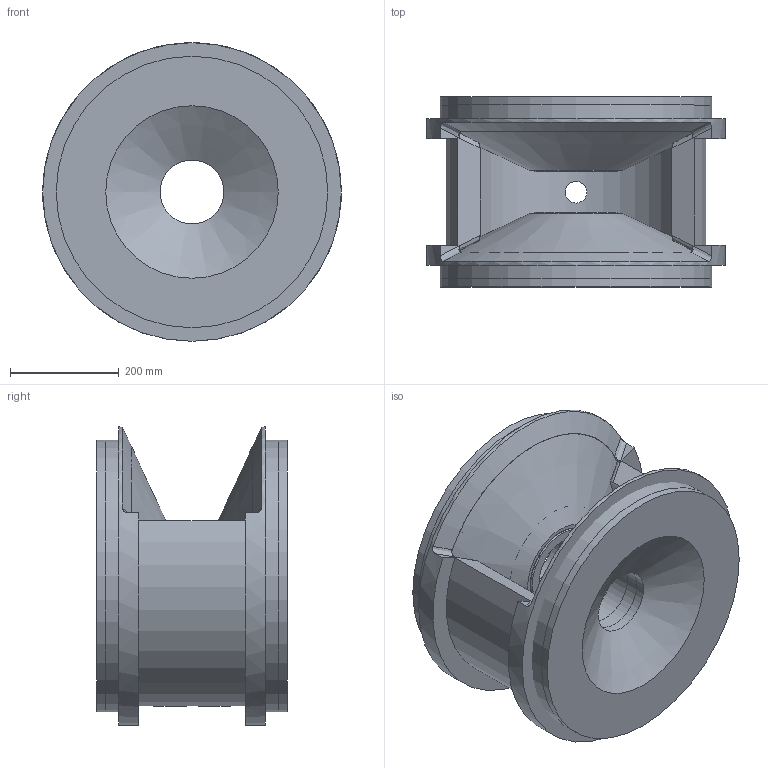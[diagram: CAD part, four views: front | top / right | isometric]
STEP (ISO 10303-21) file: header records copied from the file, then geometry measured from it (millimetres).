
FILE_DESCRIPTION(/* description */ (''),/* implementation_level */ '2;1');
FILE_NAME(/* name */ 'TGT-9001-1000-0000 7-24-23.stp',/* time_stamp */ '2023-07-24T10:48:56-04:00',/* author */ ('caseyf'),/* organization */ (''),/* preprocessor_version */ 'ST-DEVELOPER v18.1',/* originating_system */ 'Autodesk Inventor 2022',/* authorisation */ '');
FILE_SCHEMA (('AUTOMOTIVE_DESIGN { 1 0 10303 214 3 1 1 }'));
Products named in the file (8): TGT-9001-1000-0000; TGT-9000-1000-0000; TGT-9000-1000-0001; TGT-9000-1000-0002; TGT-9000-1000-0003; TGT-9000-1000-0000_MIR; TGT-9000-1000-0001_MIR1; TGT-9000-1000-0002_MIR1
Assembly tree (7 placements, depth 2):
  TGT-9001-1000-0000
    TGT-9000-1000-0000
    TGT-9000-1000-0001
    TGT-9000-1000-0002
    TGT-9000-1000-0003
    TGT-9000-1000-0000_MIR
    TGT-9000-1000-0001_MIR1
    TGT-9000-1000-0002_MIR1
Bounding box: 550 x 350 x 550 mm (x, y, z)
Volume: 33705021.3 mm3; surface area: 3695030.3 mm2
Topology: 7 solids, 7 shells, 121 faces, 233 edges, 158 vertices
Faces by surface type: cylinder 49, plane 48, bspline 12, cone 10, torus 2
Full cylindrical faces by diameter (mm): 40 x1, 117.6 x6, 140 x4, 158 x4, 198 x2, 234 x4, 259 x2, 304 x4, 322 x2, 377 x4, 397 x2, 463 x2, 476 x4, 500 x4, 550 x2
Entity records: 4191 total; most frequent: CARTESIAN_POINT 1302, DIRECTION 551, ORIENTED_EDGE 466, AXIS2_PLACEMENT_3D 243, EDGE_CURVE 233, EDGE_LOOP 167, VERTEX_POINT 154, FACE_OUTER_BOUND 121
